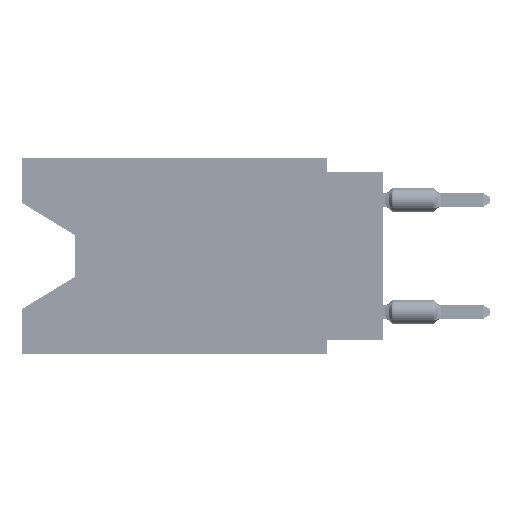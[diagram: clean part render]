
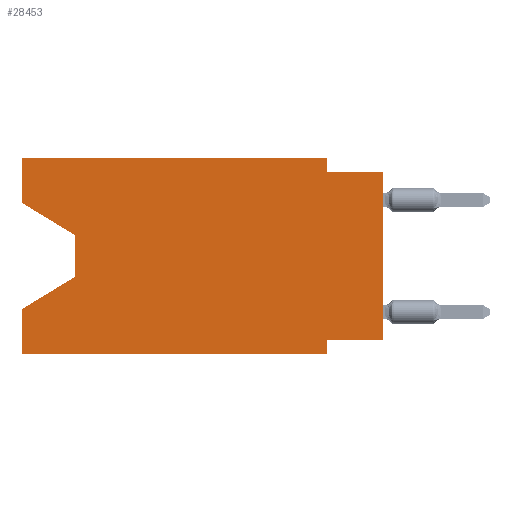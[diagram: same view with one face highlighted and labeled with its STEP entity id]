
A CAD part, left-side view. The second image highlights one B-rep face of the part: STEP entity #28453.
In plain terms, the highlighted planar face has unit normal (-1, 0, 0).
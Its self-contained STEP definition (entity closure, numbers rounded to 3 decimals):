
#2524 = VECTOR ( 'NONE', #69088, 1000. ) ;
#3177 = EDGE_CURVE ( 'NONE', #78225, #91325, #66033, .T. ) ;
#3804 = CARTESIAN_POINT ( 'NONE',  ( 0., 13.97, -5.385 ) ) ;
#5941 = VECTOR ( 'NONE', #16129, 1000. ) ;
#7990 = AXIS2_PLACEMENT_3D ( 'NONE', #51693, #22698, #23151 ) ;
#8764 = VERTEX_POINT ( 'NONE', #28590 ) ;
#9446 = VERTEX_POINT ( 'NONE', #53571 ) ;
#11387 = LINE ( 'NONE', #40373, #14879 ) ;
#14494 = VERTEX_POINT ( 'NONE', #20397 ) ;
#14559 = LINE ( 'NONE', #15474, #65331 ) ;
#14879 = VECTOR ( 'NONE', #26104, 1000. ) ;
#15464 = VERTEX_POINT ( 'NONE', #24772 ) ;
#15474 = CARTESIAN_POINT ( 'NONE',  ( 0., 0., 0. ) ) ;
#15627 = VERTEX_POINT ( 'NONE', #41404 ) ;
#16129 = DIRECTION ( 'NONE',  ( 0., 1., 0. ) ) ;
#17470 = ORIENTED_EDGE ( 'NONE', *, *, #70074, .F. ) ;
#18156 = ORIENTED_EDGE ( 'NONE', *, *, #75202, .F. ) ;
#18307 = VERTEX_POINT ( 'NONE', #87134 ) ;
#19508 = ORIENTED_EDGE ( 'NONE', *, *, #81556, .F. ) ;
#20397 = CARTESIAN_POINT ( 'NONE',  ( 0., 16.383, 0. ) ) ;
#20477 = VECTOR ( 'NONE', #51106, 1000. ) ;
#21062 = EDGE_CURVE ( 'NONE', #80283, #15627, #69757, .T. ) ;
#22698 = DIRECTION ( 'NONE',  ( 1., 0., 0. ) ) ;
#23151 = DIRECTION ( 'NONE',  ( 0., 0., -1. ) ) ;
#24772 = CARTESIAN_POINT ( 'NONE',  ( 0., 0., -0.635 ) ) ;
#25073 = CARTESIAN_POINT ( 'NONE',  ( 0., 16.383, 0. ) ) ;
#26104 = DIRECTION ( 'NONE',  ( 0., 0., 1. ) ) ;
#27963 = VECTOR ( 'NONE', #54999, 1000. ) ;
#28453 = ADVANCED_FACE ( 'NONE', ( #36501 ), #44536, .F. ) ;
#28590 = CARTESIAN_POINT ( 'NONE',  ( 0., 2.54, -8.255 ) ) ;
#28637 = ORIENTED_EDGE ( 'NONE', *, *, #30929, .T. ) ;
#28792 = ORIENTED_EDGE ( 'NONE', *, *, #21062, .T. ) ;
#29581 = VECTOR ( 'NONE', #34539, 1000. ) ;
#29676 = DIRECTION ( 'NONE',  ( 0., 0., -1. ) ) ;
#29950 = EDGE_CURVE ( 'NONE', #78225, #14494, #84891, .T. ) ;
#30929 = EDGE_CURVE ( 'NONE', #83785, #18307, #72511, .T. ) ;
#33577 = DIRECTION ( 'NONE',  ( 0., 0., -1. ) ) ;
#34470 = CARTESIAN_POINT ( 'NONE',  ( 0., 0., -0.635 ) ) ;
#34539 = DIRECTION ( 'NONE',  ( 0., 0., 1. ) ) ;
#34577 = VERTEX_POINT ( 'NONE', #74135 ) ;
#34582 = LINE ( 'NONE', #25073, #79294 ) ;
#34946 = LINE ( 'NONE', #34470, #73078 ) ;
#36501 = FACE_OUTER_BOUND ( 'NONE', #70969, .T. ) ;
#37260 = LINE ( 'NONE', #87609, #38382 ) ;
#37648 = CARTESIAN_POINT ( 'NONE',  ( 0., 2.54, 0. ) ) ;
#37859 = CARTESIAN_POINT ( 'NONE',  ( 0., 2.54, -8.89 ) ) ;
#38382 = VECTOR ( 'NONE', #29676, 1000. ) ;
#40274 = EDGE_CURVE ( 'NONE', #34577, #15464, #14559, .T. ) ;
#40373 = CARTESIAN_POINT ( 'NONE',  ( 0., 16.383, 0. ) ) ;
#41404 = CARTESIAN_POINT ( 'NONE',  ( 0., 2.54, -8.89 ) ) ;
#42060 = DIRECTION ( 'NONE',  ( 0., -1., 0. ) ) ;
#42759 = CARTESIAN_POINT ( 'NONE',  ( 0., 16.383, -2.038 ) ) ;
#44320 = EDGE_CURVE ( 'NONE', #34577, #8764, #81713, .T. ) ;
#44536 = PLANE ( 'NONE',  #7990 ) ;
#48346 = ORIENTED_EDGE ( 'NONE', *, *, #3177, .T. ) ;
#50707 = CARTESIAN_POINT ( 'NONE',  ( 0., 13.97, -3.505 ) ) ;
#51019 = ORIENTED_EDGE ( 'NONE', *, *, #40274, .T. ) ;
#51106 = DIRECTION ( 'NONE',  ( 0., 0.855, -0.519 ) ) ;
#51693 = CARTESIAN_POINT ( 'NONE',  ( 0., 16.383, 0. ) ) ;
#52922 = CARTESIAN_POINT ( 'NONE',  ( 0., 16.383, -2.038 ) ) ;
#53007 = ORIENTED_EDGE ( 'NONE', *, *, #64089, .F. ) ;
#53571 = CARTESIAN_POINT ( 'NONE',  ( 0., 2.54, -0.635 ) ) ;
#54076 = DIRECTION ( 'NONE',  ( 0., -1., 0. ) ) ;
#54155 = ORIENTED_EDGE ( 'NONE', *, *, #29950, .F. ) ;
#54166 = VERTEX_POINT ( 'NONE', #37648 ) ;
#54999 = DIRECTION ( 'NONE',  ( 0., -1., 0. ) ) ;
#58954 = CARTESIAN_POINT ( 'NONE',  ( 0., 0., -8.255 ) ) ;
#59727 = LINE ( 'NONE', #37859, #2524 ) ;
#60536 = CARTESIAN_POINT ( 'NONE',  ( 0., 16.383, -8.89 ) ) ;
#61398 = VECTOR ( 'NONE', #33577, 1000. ) ;
#62352 = ORIENTED_EDGE ( 'NONE', *, *, #44320, .F. ) ;
#64089 = EDGE_CURVE ( 'NONE', #80283, #18307, #11387, .T. ) ;
#64468 = CARTESIAN_POINT ( 'NONE',  ( 0., 13.97, -5.385 ) ) ;
#65331 = VECTOR ( 'NONE', #79212, 1000. ) ;
#66033 = LINE ( 'NONE', #42759, #73086 ) ;
#69088 = DIRECTION ( 'NONE',  ( 0., 0., -1. ) ) ;
#69757 = LINE ( 'NONE', #85851, #27963 ) ;
#70074 = EDGE_CURVE ( 'NONE', #9446, #15464, #34946, .T. ) ;
#70969 = EDGE_LOOP ( 'NONE', ( #48346, #90712, #28637, #53007, #28792, #19508, #62352, #51019, #17470, #18156, #90295, #54155 ) ) ;
#71750 = DIRECTION ( 'NONE',  ( 0., -0.855, -0.519 ) ) ;
#72333 = EDGE_CURVE ( 'NONE', #91325, #83785, #37260, .T. ) ;
#72511 = LINE ( 'NONE', #64468, #20477 ) ;
#73078 = VECTOR ( 'NONE', #42060, 1000. ) ;
#73086 = VECTOR ( 'NONE', #71750, 1000. ) ;
#74135 = CARTESIAN_POINT ( 'NONE',  ( 0., 0., -8.255 ) ) ;
#75202 = EDGE_CURVE ( 'NONE', #54166, #9446, #77770, .T. ) ;
#76828 = CARTESIAN_POINT ( 'NONE',  ( 0., 2.54, 0. ) ) ;
#77770 = LINE ( 'NONE', #76828, #61398 ) ;
#78225 = VERTEX_POINT ( 'NONE', #52922 ) ;
#78259 = CARTESIAN_POINT ( 'NONE',  ( 0., 16.383, 0. ) ) ;
#79212 = DIRECTION ( 'NONE',  ( 0., 0., 1. ) ) ;
#79294 = VECTOR ( 'NONE', #54076, 1000. ) ;
#80283 = VERTEX_POINT ( 'NONE', #60536 ) ;
#81556 = EDGE_CURVE ( 'NONE', #8764, #15627, #59727, .T. ) ;
#81713 = LINE ( 'NONE', #58954, #5941 ) ;
#83785 = VERTEX_POINT ( 'NONE', #3804 ) ;
#84891 = LINE ( 'NONE', #78259, #29581 ) ;
#85851 = CARTESIAN_POINT ( 'NONE',  ( 0., 16.383, -8.89 ) ) ;
#87134 = CARTESIAN_POINT ( 'NONE',  ( 0., 16.383, -6.852 ) ) ;
#87609 = CARTESIAN_POINT ( 'NONE',  ( 0., 13.97, -3.505 ) ) ;
#90295 = ORIENTED_EDGE ( 'NONE', *, *, #91292, .F. ) ;
#90712 = ORIENTED_EDGE ( 'NONE', *, *, #72333, .T. ) ;
#91292 = EDGE_CURVE ( 'NONE', #14494, #54166, #34582, .T. ) ;
#91325 = VERTEX_POINT ( 'NONE', #50707 ) ;
